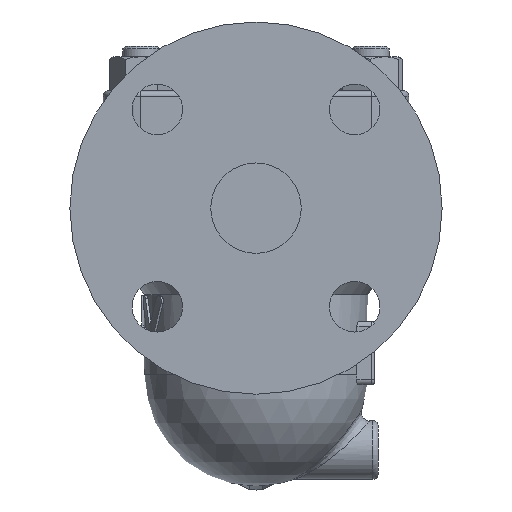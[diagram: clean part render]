
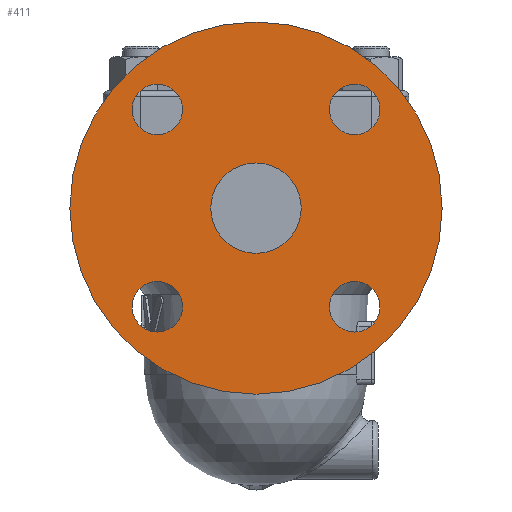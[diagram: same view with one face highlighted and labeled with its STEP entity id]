
A CAD part, left-side view. The second image highlights one B-rep face of the part: STEP entity #411.
In plain terms, the highlighted free-form (B-spline) face has degree [1, 1] with [2, 2] control points.
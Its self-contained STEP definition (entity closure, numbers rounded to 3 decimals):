
#73=CARTESIAN_POINT('',(-135.0,0.0,-24.));
#74=VERTEX_POINT('',#73);
#75=CARTESIAN_POINT('',(-135.0,0.0,-7.));
#76=DIRECTION('',(1.0,0.0,0.0));
#77=DIRECTION('',(0.0,0.0,-1.0));
#78=AXIS2_PLACEMENT_3D('',#75,#76,#77);
#79=CIRCLE('',#78,17.0);
#80=EDGE_CURVE('',#74,#74,#79,.T.);
#121=CARTESIAN_POINT('',(-135.,-27.623,30.123));
#122=VERTEX_POINT('',#121);
#123=CARTESIAN_POINT('',(-135.0,-37.123,30.123));
#124=DIRECTION('',(1.0,0.0,0.0));
#125=DIRECTION('',(0.0,1.0,0.0));
#126=AXIS2_PLACEMENT_3D('',#123,#124,#125);
#127=CIRCLE('',#126,9.5);
#128=EDGE_CURVE('',#122,#122,#127,.T.);
#149=CARTESIAN_POINT('',(-135.,-37.123,-34.623));
#150=VERTEX_POINT('',#149);
#151=CARTESIAN_POINT('',(-135.,-37.123,-44.123));
#152=DIRECTION('',(1.0,0.0,0.0));
#153=DIRECTION('',(0.0,0.0,1.0));
#154=AXIS2_PLACEMENT_3D('',#151,#152,#153);
#155=CIRCLE('',#154,9.5);
#156=EDGE_CURVE('',#150,#150,#155,.T.);
#177=CARTESIAN_POINT('',(-135.,27.623,-44.123));
#178=VERTEX_POINT('',#177);
#179=CARTESIAN_POINT('',(-135.,37.123,-44.123));
#180=DIRECTION('',(1.0,0.0,0.0));
#181=DIRECTION('',(0.0,-1.0,0.0));
#182=AXIS2_PLACEMENT_3D('',#179,#180,#181);
#183=CIRCLE('',#182,9.5);
#184=EDGE_CURVE('',#178,#178,#183,.T.);
#205=CARTESIAN_POINT('',(-135.,37.123,20.623));
#206=VERTEX_POINT('',#205);
#207=CARTESIAN_POINT('',(-135.,37.123,30.123));
#208=DIRECTION('',(1.0,0.0,0.0));
#209=DIRECTION('',(0.0,0.0,-1.0));
#210=AXIS2_PLACEMENT_3D('',#207,#208,#209);
#211=CIRCLE('',#210,9.5);
#212=EDGE_CURVE('',#206,#206,#211,.T.);
#324=CARTESIAN_POINT('',(-135.0,0.0,63.));
#325=VERTEX_POINT('',#324);
#326=CARTESIAN_POINT('',(-135.,0.0,-7.));
#327=DIRECTION('',(-1.0,0.0,0.0));
#328=DIRECTION('',(0.0,0.0,1.0));
#329=AXIS2_PLACEMENT_3D('',#326,#327,#328);
#330=CIRCLE('',#329,70.0);
#331=EDGE_CURVE('',#325,#325,#330,.T.);
#388=CARTESIAN_POINT('',(-135.,70.0,63.));
#389=CARTESIAN_POINT('',(-135.0,70.0,-77.));
#390=CARTESIAN_POINT('',(-135.,-70.0,63.));
#391=CARTESIAN_POINT('',(-135.0,-70.0,-77.));
#392=B_SPLINE_SURFACE_WITH_KNOTS('',1,1,((#388,#390),(#389,#391)),.UNSPECIFIED.,.F.,.F.,.U.,(2,2),(2,2),(0.0,140.0),(0.0,140.0),.UNSPECIFIED.);
#393=ORIENTED_EDGE('',*,*,#331,.T.);
#394=EDGE_LOOP('',(#393));
#395=FACE_OUTER_BOUND('',#394,.T.);
#396=ORIENTED_EDGE('',*,*,#80,.T.);
#397=EDGE_LOOP('',(#396));
#398=FACE_BOUND('',#397,.T.);
#399=ORIENTED_EDGE('',*,*,#128,.T.);
#400=EDGE_LOOP('',(#399));
#401=FACE_BOUND('',#400,.T.);
#402=ORIENTED_EDGE('',*,*,#156,.T.);
#403=EDGE_LOOP('',(#402));
#404=FACE_BOUND('',#403,.T.);
#405=ORIENTED_EDGE('',*,*,#184,.T.);
#406=EDGE_LOOP('',(#405));
#407=FACE_BOUND('',#406,.T.);
#408=ORIENTED_EDGE('',*,*,#212,.T.);
#409=EDGE_LOOP('',(#408));
#410=FACE_BOUND('',#409,.T.);
#411=ADVANCED_FACE('',(#395,#398,#401,#404,#407,#410),#392,.T.);
